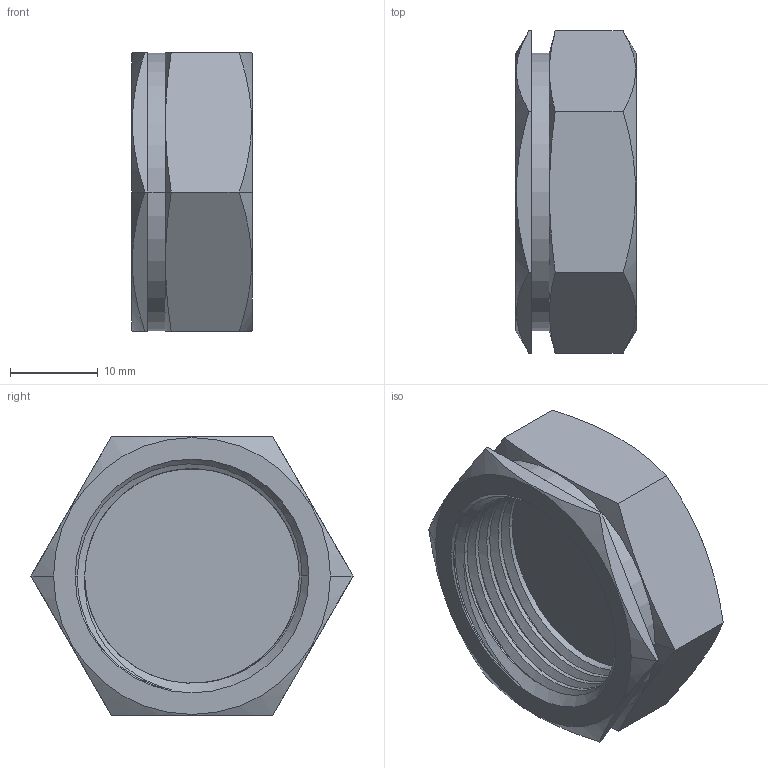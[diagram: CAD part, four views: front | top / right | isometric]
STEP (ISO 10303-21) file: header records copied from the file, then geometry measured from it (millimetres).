
FILE_DESCRIPTION (( 'STEP AP203' ), '1' );
FILE_NAME ('CAP-660BR-TC.STEP', '2025-08-22T14:39:31', ( '' ), ( '' ), 'SwSTEP 2.0', 'SolidWorks 2018', '' );
FILE_SCHEMA (( 'CONFIG_CONTROL_DESIGN' ));
Length unit declared in the file: inch
Products named in the file (3): PRT-004002; CAP-660BR-TC; PRT-000946
Assembly tree (2 placements, depth 2):
  CAP-660BR-TC
    PRT-000946
    PRT-004002
Bounding box: 13.72 x 36.66 x 31.75 mm (x, y, z)
Volume: 7304.3 mm3; surface area: 5586 mm2
Topology: 2 solids, 2 shells, 42 faces, 179 edges, 143 vertices
Faces by surface type: plane 18, cylinder 13, cone 8, bspline 3
Entity records: 4624 total; most frequent: CARTESIAN_POINT 3027, ORIENTED_EDGE 358, EDGE_CURVE 179, DIRECTION 162, VERTEX_POINT 143, B_SPLINE_CURVE_WITH_KNOTS 122, AXIS2_PLACEMENT_3D 61, EDGE_LOOP 44
